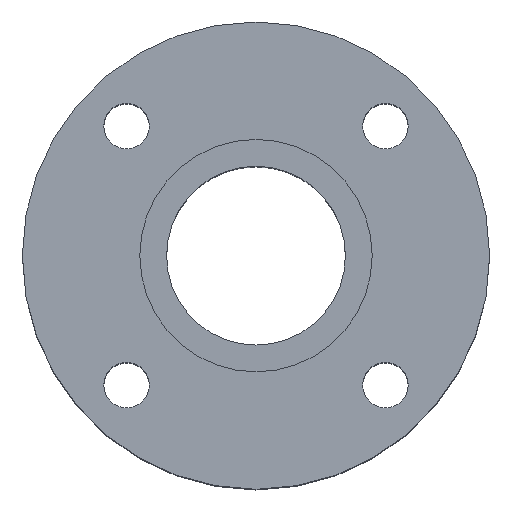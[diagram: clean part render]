
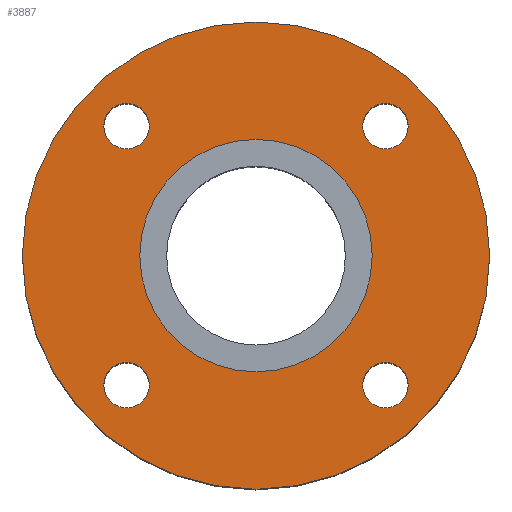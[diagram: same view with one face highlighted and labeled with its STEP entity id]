
A CAD part, top view. The second image highlights one B-rep face of the part: STEP entity #3887.
In plain terms, the highlighted planar face has unit normal (0, 0, 1).
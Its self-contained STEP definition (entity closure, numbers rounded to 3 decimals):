
#858 = ORIENTED_EDGE ( 'NONE', *, *, #3686, .F. ) ;
#989 = ORIENTED_EDGE ( 'NONE', *, *, #24512, .F. ) ;
#1044 = CARTESIAN_POINT ( 'NONE',  ( -51.265, 51.265, -0.6 ) ) ;
#1259 = CARTESIAN_POINT ( 'NONE',  ( -60.265, 51.265, -0.6 ) ) ;
#1473 = AXIS2_PLACEMENT_3D ( 'NONE', #27390, #18687, #25479 ) ;
#1558 = VERTEX_POINT ( 'NONE', #2694 ) ;
#1655 = CARTESIAN_POINT ( 'NONE',  ( 46., 0., -0.6 ) ) ;
#2102 = DIRECTION ( 'NONE',  ( 0., 0., 1. ) ) ;
#2331 = VERTEX_POINT ( 'NONE', #3056 ) ;
#2378 = EDGE_LOOP ( 'NONE', ( #25365, #5758 ) ) ;
#2524 = CARTESIAN_POINT ( 'NONE',  ( 0., 0., -0.6 ) ) ;
#2533 = PLANE ( 'NONE',  #16139 ) ;
#2694 = CARTESIAN_POINT ( 'NONE',  ( -46., 0., -0.6 ) ) ;
#2826 = FACE_BOUND ( 'NONE', #22344, .T. ) ;
#3056 = CARTESIAN_POINT ( 'NONE',  ( 92.5, 0., -0.6 ) ) ;
#3280 = CARTESIAN_POINT ( 'NONE',  ( 0., 0., -0.6 ) ) ;
#3686 = EDGE_CURVE ( 'NONE', #26999, #23969, #10443, .T. ) ;
#3741 = CARTESIAN_POINT ( 'NONE',  ( -51.265, -51.265, -0.6 ) ) ;
#3887 = ADVANCED_FACE ( 'NONE', ( #18465, #23031, #22740, #6949, #2826, #14033 ), #2533, .F. ) ;
#4356 = CARTESIAN_POINT ( 'NONE',  ( 60.265, -51.265, -0.6 ) ) ;
#4819 = ORIENTED_EDGE ( 'NONE', *, *, #11298, .F. ) ;
#4895 = CARTESIAN_POINT ( 'NONE',  ( 51.265, 51.265, -0.6 ) ) ;
#5004 = ORIENTED_EDGE ( 'NONE', *, *, #22690, .F. ) ;
#5277 = CARTESIAN_POINT ( 'NONE',  ( 51.265, -51.265, -0.6 ) ) ;
#5758 = ORIENTED_EDGE ( 'NONE', *, *, #13967, .T. ) ;
#5849 = VERTEX_POINT ( 'NONE', #11029 ) ;
#6046 = EDGE_CURVE ( 'NONE', #25794, #14422, #25580, .T. ) ;
#6252 = EDGE_CURVE ( 'NONE', #16455, #19259, #24156, .T. ) ;
#6573 = AXIS2_PLACEMENT_3D ( 'NONE', #10849, #27063, #8927 ) ;
#6773 = CARTESIAN_POINT ( 'NONE',  ( 60.265, 51.265, -0.6 ) ) ;
#6838 = VERTEX_POINT ( 'NONE', #23409 ) ;
#6949 = FACE_BOUND ( 'NONE', #8463, .T. ) ;
#7129 = DIRECTION ( 'NONE',  ( 0., 0., 1. ) ) ;
#7162 = AXIS2_PLACEMENT_3D ( 'NONE', #5277, #14288, #23281 ) ;
#7741 = EDGE_CURVE ( 'NONE', #23969, #26999, #28820, .T. ) ;
#8085 = DIRECTION ( 'NONE',  ( 1., 0., 0. ) ) ;
#8163 = VERTEX_POINT ( 'NONE', #17827 ) ;
#8463 = EDGE_LOOP ( 'NONE', ( #26498, #989 ) ) ;
#8504 = CIRCLE ( 'NONE', #25467, 92.5 ) ;
#8927 = DIRECTION ( 'NONE',  ( -1., 0., 0. ) ) ;
#10033 = DIRECTION ( 'NONE',  ( 0., 1., 0. ) ) ;
#10412 = AXIS2_PLACEMENT_3D ( 'NONE', #11693, #2102, #20093 ) ;
#10443 = CIRCLE ( 'NONE', #24111, 9. ) ;
#10745 = CIRCLE ( 'NONE', #25362, 46. ) ;
#10849 = CARTESIAN_POINT ( 'NONE',  ( -51.265, -51.265, -0.6 ) ) ;
#11029 = CARTESIAN_POINT ( 'NONE',  ( -60.265, -51.265, -0.6 ) ) ;
#11054 = CARTESIAN_POINT ( 'NONE',  ( 42.265, -51.265, -0.6 ) ) ;
#11298 = EDGE_CURVE ( 'NONE', #5849, #6838, #24469, .T. ) ;
#11523 = DIRECTION ( 'NONE',  ( 0., 0., 1. ) ) ;
#11634 = AXIS2_PLACEMENT_3D ( 'NONE', #1044, #25543, #10033 ) ;
#11693 = CARTESIAN_POINT ( 'NONE',  ( 51.265, 51.265, -0.6 ) ) ;
#11825 = DIRECTION ( 'NONE',  ( 0., 0., -1. ) ) ;
#12164 = EDGE_LOOP ( 'NONE', ( #15136, #4819 ) ) ;
#12759 = EDGE_CURVE ( 'NONE', #1558, #23820, #20730, .T. ) ;
#13475 = CIRCLE ( 'NONE', #27113, 9. ) ;
#13967 = EDGE_CURVE ( 'NONE', #8163, #2331, #8504, .T. ) ;
#13970 = ORIENTED_EDGE ( 'NONE', *, *, #6046, .F. ) ;
#14033 = FACE_OUTER_BOUND ( 'NONE', #2378, .T. ) ;
#14198 = CARTESIAN_POINT ( 'NONE',  ( 0., 0., -0.6 ) ) ;
#14288 = DIRECTION ( 'NONE',  ( 0., 0., 1. ) ) ;
#14404 = EDGE_CURVE ( 'NONE', #2331, #8163, #16979, .T. ) ;
#14422 = VERTEX_POINT ( 'NONE', #25991 ) ;
#14677 = DIRECTION ( 'NONE',  ( 0., 0., 1. ) ) ;
#14819 = ORIENTED_EDGE ( 'NONE', *, *, #7741, .F. ) ;
#15136 = ORIENTED_EDGE ( 'NONE', *, *, #20743, .F. ) ;
#15399 = CIRCLE ( 'NONE', #11634, 9. ) ;
#15895 = CIRCLE ( 'NONE', #27167, 9. ) ;
#15969 = CARTESIAN_POINT ( 'NONE',  ( 0., 46., -0.6 ) ) ;
#16111 = CARTESIAN_POINT ( 'NONE',  ( 42.265, 51.265, -0.6 ) ) ;
#16139 = AXIS2_PLACEMENT_3D ( 'NONE', #15969, #11825, #18314 ) ;
#16152 = DIRECTION ( 'NONE',  ( 1., 0., 0. ) ) ;
#16455 = VERTEX_POINT ( 'NONE', #6773 ) ;
#16979 = CIRCLE ( 'NONE', #29145, 92.5 ) ;
#17734 = CARTESIAN_POINT ( 'NONE',  ( 51.265, -51.265, -0.6 ) ) ;
#17827 = CARTESIAN_POINT ( 'NONE',  ( -92.5, 0., -0.6 ) ) ;
#18314 = DIRECTION ( 'NONE',  ( -1., 0., 0. ) ) ;
#18465 = FACE_BOUND ( 'NONE', #24394, .T. ) ;
#18687 = DIRECTION ( 'NONE',  ( 0., 0., 1. ) ) ;
#19259 = VERTEX_POINT ( 'NONE', #16111 ) ;
#20093 = DIRECTION ( 'NONE',  ( 1., 0., 0. ) ) ;
#20513 = DIRECTION ( 'NONE',  ( 1., 0., 0. ) ) ;
#20730 = CIRCLE ( 'NONE', #26379, 46. ) ;
#20743 = EDGE_CURVE ( 'NONE', #6838, #5849, #13475, .T. ) ;
#22031 = DIRECTION ( 'NONE',  ( -1., 0., 0. ) ) ;
#22183 = ORIENTED_EDGE ( 'NONE', *, *, #27343, .F. ) ;
#22344 = EDGE_LOOP ( 'NONE', ( #22183, #28675 ) ) ;
#22436 = DIRECTION ( 'NONE',  ( 0., 0., 1. ) ) ;
#22690 = EDGE_CURVE ( 'NONE', #14422, #25794, #15399, .T. ) ;
#22740 = FACE_BOUND ( 'NONE', #27869, .T. ) ;
#23031 = FACE_BOUND ( 'NONE', #12164, .T. ) ;
#23281 = DIRECTION ( 'NONE',  ( 0., -1., 0. ) ) ;
#23333 = DIRECTION ( 'NONE',  ( 1., 0., 0. ) ) ;
#23409 = CARTESIAN_POINT ( 'NONE',  ( -42.265, -51.265, -0.6 ) ) ;
#23820 = VERTEX_POINT ( 'NONE', #1655 ) ;
#23969 = VERTEX_POINT ( 'NONE', #11054 ) ;
#24032 = DIRECTION ( 'NONE',  ( 1., 0., 0. ) ) ;
#24111 = AXIS2_PLACEMENT_3D ( 'NONE', #17734, #22436, #28623 ) ;
#24156 = CIRCLE ( 'NONE', #10412, 9. ) ;
#24394 = EDGE_LOOP ( 'NONE', ( #858, #14819 ) ) ;
#24469 = CIRCLE ( 'NONE', #6573, 9. ) ;
#24512 = EDGE_CURVE ( 'NONE', #19259, #16455, #15895, .T. ) ;
#25362 = AXIS2_PLACEMENT_3D ( 'NONE', #14198, #27757, #8085 ) ;
#25365 = ORIENTED_EDGE ( 'NONE', *, *, #14404, .T. ) ;
#25467 = AXIS2_PLACEMENT_3D ( 'NONE', #26973, #26827, #24032 ) ;
#25479 = DIRECTION ( 'NONE',  ( 0., 1., 0. ) ) ;
#25543 = DIRECTION ( 'NONE',  ( 0., 0., 1. ) ) ;
#25580 = CIRCLE ( 'NONE', #1473, 9. ) ;
#25794 = VERTEX_POINT ( 'NONE', #1259 ) ;
#25991 = CARTESIAN_POINT ( 'NONE',  ( -42.265, 51.265, -0.6 ) ) ;
#26379 = AXIS2_PLACEMENT_3D ( 'NONE', #2524, #11523, #20513 ) ;
#26498 = ORIENTED_EDGE ( 'NONE', *, *, #6252, .F. ) ;
#26827 = DIRECTION ( 'NONE',  ( 0., 0., 1. ) ) ;
#26973 = CARTESIAN_POINT ( 'NONE',  ( 0., 0., -0.6 ) ) ;
#26999 = VERTEX_POINT ( 'NONE', #4356 ) ;
#27063 = DIRECTION ( 'NONE',  ( 0., 0., 1. ) ) ;
#27113 = AXIS2_PLACEMENT_3D ( 'NONE', #3741, #14677, #22031 ) ;
#27167 = AXIS2_PLACEMENT_3D ( 'NONE', #4895, #27604, #23333 ) ;
#27343 = EDGE_CURVE ( 'NONE', #23820, #1558, #10745, .T. ) ;
#27390 = CARTESIAN_POINT ( 'NONE',  ( -51.265, 51.265, -0.6 ) ) ;
#27604 = DIRECTION ( 'NONE',  ( 0., 0., 1. ) ) ;
#27757 = DIRECTION ( 'NONE',  ( 0., 0., 1. ) ) ;
#27869 = EDGE_LOOP ( 'NONE', ( #5004, #13970 ) ) ;
#28623 = DIRECTION ( 'NONE',  ( 0., -1., 0. ) ) ;
#28675 = ORIENTED_EDGE ( 'NONE', *, *, #12759, .F. ) ;
#28820 = CIRCLE ( 'NONE', #7162, 9. ) ;
#29145 = AXIS2_PLACEMENT_3D ( 'NONE', #3280, #7129, #16152 ) ;
